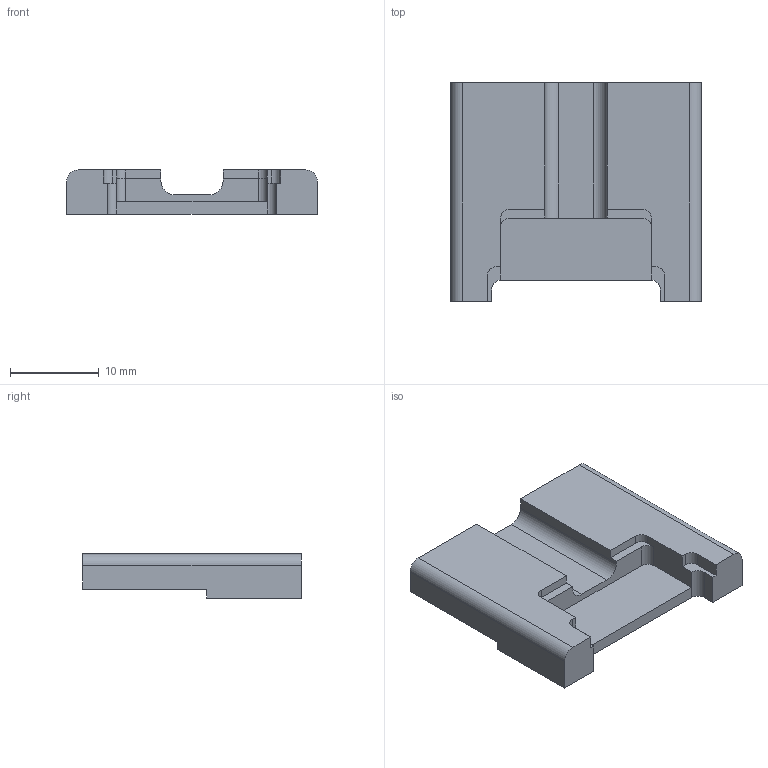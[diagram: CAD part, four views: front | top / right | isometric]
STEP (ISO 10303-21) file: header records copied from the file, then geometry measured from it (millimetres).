
FILE_DESCRIPTION( ( 'STEP AP203' ), '1' );
FILE_NAME( ' ', ' ', ( ' ' ), ( ' ' ), 'PSStep 10.0', ' ', ' ' );
FILE_SCHEMA( ( 'CONFIG_CONTROL_DESIGN' ) );
Length unit declared in the file: millimetre
Products named in the file (1): 1
Bounding box: 28.3 x 24.7 x 5 mm (x, y, z)
Volume: 2122.8 mm3; surface area: 1876.4 mm2
Topology: 1 solids, 1 shells, 42 faces, 118 edges, 78 vertices
Faces by surface type: plane 30, cylinder 12
Entity records: 1394 total; most frequent: CARTESIAN_POINT 239, ORIENTED_EDGE 236, DIRECTION 228, EDGE_CURVE 118, LINE 94, VECTOR 94, VERTEX_POINT 78, AXIS2_PLACEMENT_3D 67
